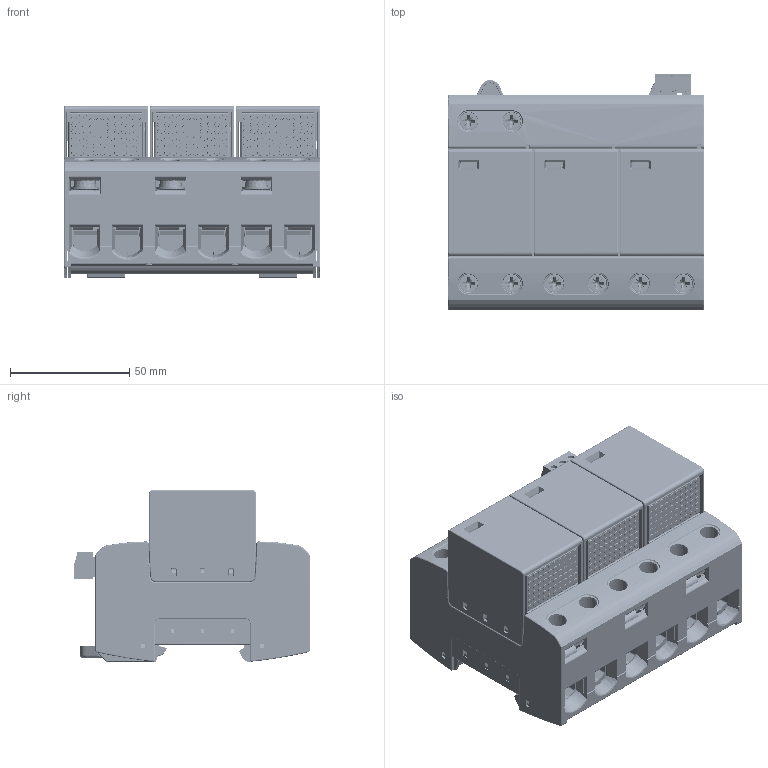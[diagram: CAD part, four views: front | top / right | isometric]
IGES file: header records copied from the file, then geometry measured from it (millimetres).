
Global section: file name: 902304_ABB.sat.iam; native system: Autodesk Inventor 2019; preprocessor: unknown; author: ENG41718; date: 20230125.131218; units: millimetre
Bounding box: 107.5 x 98.8 x 72.01 mm (x, y, z)
Volume: 193780.3 mm3; surface area: 299431.8 mm2
Topology: 76 solids, 76 shells, 15906 faces, 43516 edges, 27886 vertices
Faces by surface type: plane 7573, cylinder 2741, revolution 2306, bspline 2160, cone 1126
